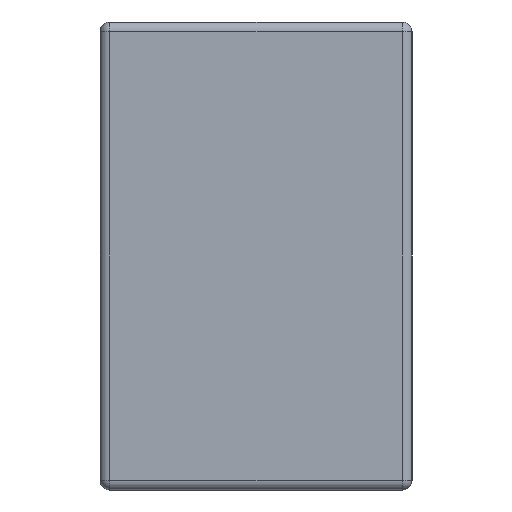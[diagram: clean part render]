
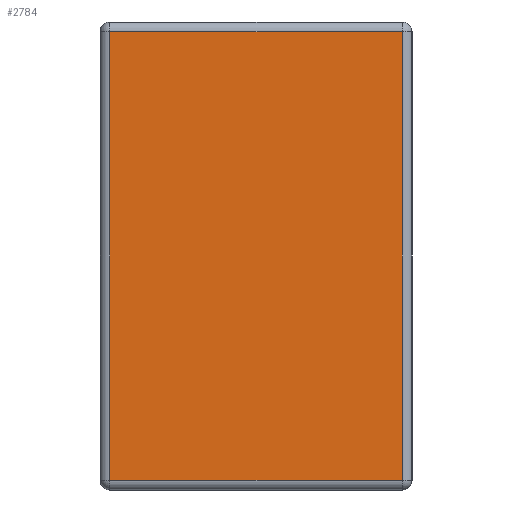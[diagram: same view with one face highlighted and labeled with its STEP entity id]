
A CAD part, left-side view. The second image highlights one B-rep face of the part: STEP entity #2784.
In plain terms, the highlighted planar face has unit normal (-1, 0, 0).
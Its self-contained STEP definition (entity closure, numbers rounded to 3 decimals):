
#262 = CARTESIAN_POINT ( 'NONE',  ( 0., 0.037, 0. ) ) ;
#448 = VECTOR ( 'NONE', #4081, 1000. ) ;
#531 = ORIENTED_EDGE ( 'NONE', *, *, #3061, .T. ) ;
#553 = LINE ( 'NONE', #2934, #4152 ) ;
#602 = CARTESIAN_POINT ( 'NONE',  ( 0., 0., 0. ) ) ;
#767 = DIRECTION ( 'NONE',  ( 0., 0., -1. ) ) ;
#1132 = CARTESIAN_POINT ( 'NONE',  ( 0., 0.037, -1.763 ) ) ;
#1196 = CARTESIAN_POINT ( 'NONE',  ( 0., 0., -1.763 ) ) ;
#1343 = LINE ( 'NONE', #3293, #448 ) ;
#1829 = EDGE_LOOP ( 'NONE', ( #3005, #2037, #531, #4597 ) ) ;
#1865 = EDGE_CURVE ( 'NONE', #4447, #2560, #4519, .T. ) ;
#2019 = FACE_OUTER_BOUND ( 'NONE', #1829, .T. ) ;
#2037 = ORIENTED_EDGE ( 'NONE', *, *, #3279, .T. ) ;
#2304 = CARTESIAN_POINT ( 'NONE',  ( 0., 1.163, -0.037 ) ) ;
#2423 = DIRECTION ( 'NONE',  ( -1., 0., 0. ) ) ;
#2488 = CARTESIAN_POINT ( 'NONE',  ( 0., 0.037, -0.037 ) ) ;
#2560 = VERTEX_POINT ( 'NONE', #1132 ) ;
#2652 = VERTEX_POINT ( 'NONE', #2304 ) ;
#2663 = VECTOR ( 'NONE', #3699, 1000. ) ;
#2784 = ADVANCED_FACE ( 'NONE', ( #2019 ), #4564, .T. ) ;
#2876 = VERTEX_POINT ( 'NONE', #2488 ) ;
#2934 = CARTESIAN_POINT ( 'NONE',  ( 0., 1.163, -1.8 ) ) ;
#3005 = ORIENTED_EDGE ( 'NONE', *, *, #1865, .T. ) ;
#3039 = EDGE_CURVE ( 'NONE', #2652, #4447, #553, .T. ) ;
#3061 = EDGE_CURVE ( 'NONE', #2876, #2652, #1343, .T. ) ;
#3077 = VECTOR ( 'NONE', #3835, 1000. ) ;
#3191 = LINE ( 'NONE', #262, #3077 ) ;
#3194 = CARTESIAN_POINT ( 'NONE',  ( 0., 1.163, -1.763 ) ) ;
#3279 = EDGE_CURVE ( 'NONE', #2560, #2876, #3191, .T. ) ;
#3293 = CARTESIAN_POINT ( 'NONE',  ( 0., 1.2, -0.037 ) ) ;
#3491 = DIRECTION ( 'NONE',  ( 0., 0., 1. ) ) ;
#3699 = DIRECTION ( 'NONE',  ( 0., -1., 0. ) ) ;
#3835 = DIRECTION ( 'NONE',  ( 0., 0., 1. ) ) ;
#4081 = DIRECTION ( 'NONE',  ( 0., 1., 0. ) ) ;
#4111 = AXIS2_PLACEMENT_3D ( 'NONE', #602, #2423, #3491 ) ;
#4152 = VECTOR ( 'NONE', #767, 1000. ) ;
#4447 = VERTEX_POINT ( 'NONE', #3194 ) ;
#4519 = LINE ( 'NONE', #1196, #2663 ) ;
#4564 = PLANE ( 'NONE',  #4111 ) ;
#4597 = ORIENTED_EDGE ( 'NONE', *, *, #3039, .T. ) ;
